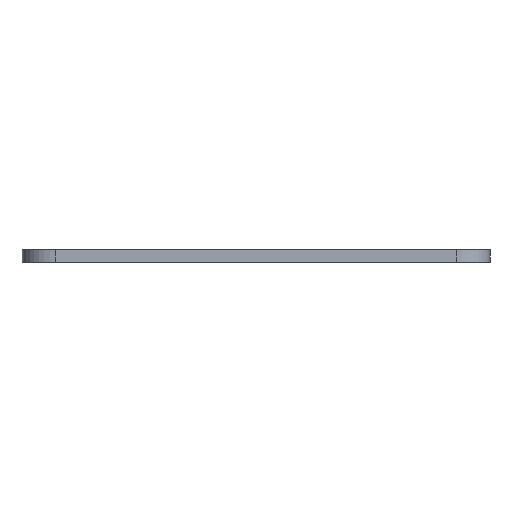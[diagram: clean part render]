
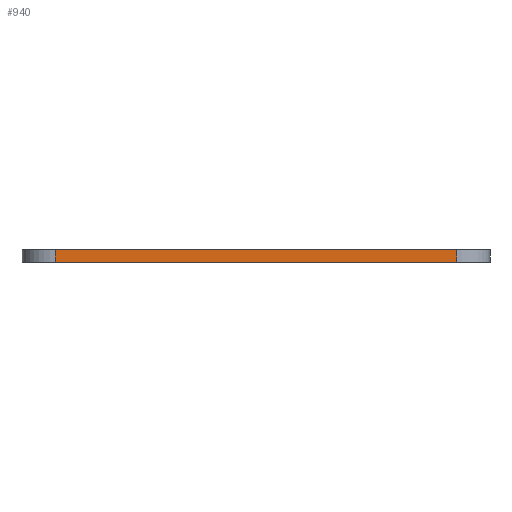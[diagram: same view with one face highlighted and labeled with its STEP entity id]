
A CAD part, left-side view. The second image highlights one B-rep face of the part: STEP entity #940.
In plain terms, the highlighted planar face has unit normal (-1, 0, 0).
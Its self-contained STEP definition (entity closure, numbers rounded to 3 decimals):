
#158=FACE_OUTER_BOUND('',#230,.T.);
#230=EDGE_LOOP('',(#853,#854,#855,#856));
#254=LINE('',#1389,#334);
#282=LINE('',#1502,#362);
#312=LINE('',#1592,#392);
#314=LINE('',#1595,#394);
#334=VECTOR('',#1104,10.);
#362=VECTOR('',#1208,10.);
#392=VECTOR('',#1318,10.);
#394=VECTOR('',#1322,10.);
#416=VERTEX_POINT('',#1386);
#417=VERTEX_POINT('',#1388);
#463=VERTEX_POINT('',#1499);
#464=VERTEX_POINT('',#1501);
#508=EDGE_CURVE('',#416,#417,#254,.T.);
#565=EDGE_CURVE('',#464,#463,#282,.T.);
#612=EDGE_CURVE('',#417,#463,#312,.T.);
#614=EDGE_CURVE('',#464,#416,#314,.T.);
#853=ORIENTED_EDGE('',*,*,#612,.F.);
#854=ORIENTED_EDGE('',*,*,#508,.F.);
#855=ORIENTED_EDGE('',*,*,#614,.F.);
#856=ORIENTED_EDGE('',*,*,#565,.T.);
#895=PLANE('',#1052);
#940=ADVANCED_FACE('',(#158),#895,.T.);
#1052=AXIS2_PLACEMENT_3D('',#1594,#1320,#1321);
#1104=DIRECTION('',(0.,-1.,0.));
#1208=DIRECTION('',(0.,-1.,0.));
#1318=DIRECTION('',(0.,0.,-1.));
#1320=DIRECTION('center_axis',(-1.,0.,0.));
#1321=DIRECTION('ref_axis',(0.,-1.,0.));
#1322=DIRECTION('',(0.,0.,1.));
#1386=CARTESIAN_POINT('',(-160.909,46.523,3.));
#1388=CARTESIAN_POINT('',(-160.909,-49.777,3.));
#1389=CARTESIAN_POINT('',(-160.909,-57.777,3.));
#1499=CARTESIAN_POINT('',(-160.909,-49.777,0.));
#1501=CARTESIAN_POINT('',(-160.909,46.523,0.));
#1502=CARTESIAN_POINT('',(-160.909,26.448,0.));
#1592=CARTESIAN_POINT('',(-160.909,-49.777,-3.2));
#1594=CARTESIAN_POINT('Origin',(-160.909,54.523,-3.2));
#1595=CARTESIAN_POINT('',(-160.909,46.523,-3.2));
